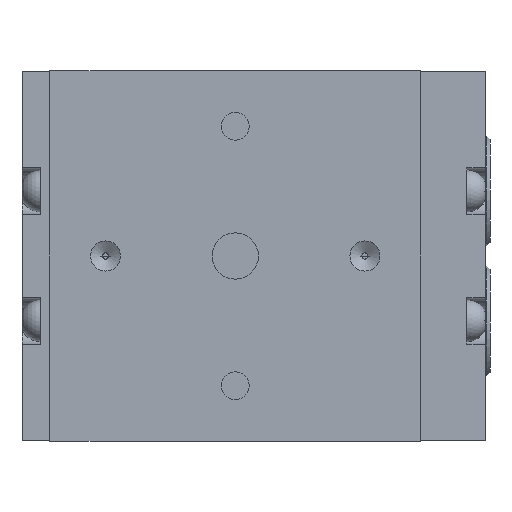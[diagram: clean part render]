
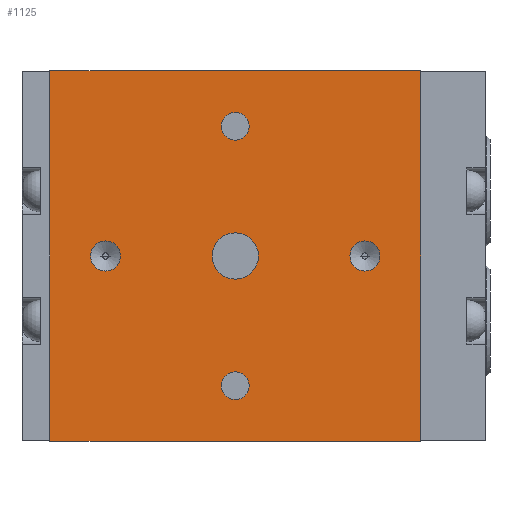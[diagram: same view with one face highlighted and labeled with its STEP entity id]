
A CAD part, front view. The second image highlights one B-rep face of the part: STEP entity #1125.
In plain terms, the highlighted planar face has unit normal (0, -1, 0).
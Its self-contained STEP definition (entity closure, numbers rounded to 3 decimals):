
#1125 = ADVANCED_FACE( '', ( #2298, #2299, #2300, #2301, #2302, #2303 ), #2304, .F. );
#2298 = FACE_BOUND( '', #3474, .T. );
#2299 = FACE_BOUND( '', #3475, .T. );
#2300 = FACE_BOUND( '', #3476, .T. );
#2301 = FACE_BOUND( '', #3477, .T. );
#2302 = FACE_BOUND( '', #3478, .T. );
#2303 = FACE_OUTER_BOUND( '', #3479, .T. );
#2304 = PLANE( '', #3480 );
#3474 = EDGE_LOOP( '', ( #6406 ) );
#3475 = EDGE_LOOP( '', ( #6407 ) );
#3476 = EDGE_LOOP( '', ( #6408 ) );
#3477 = EDGE_LOOP( '', ( #6409 ) );
#3478 = EDGE_LOOP( '', ( #6410 ) );
#3479 = EDGE_LOOP( '', ( #6411, #6412, #6413, #6414 ) );
#3480 = AXIS2_PLACEMENT_3D( '', #6415, #6416, #6417 );
#6406 = ORIENTED_EDGE( '', *, *, #7638, .F. );
#6407 = ORIENTED_EDGE( '', *, *, #6873, .F. );
#6408 = ORIENTED_EDGE( '', *, *, #7744, .F. );
#6409 = ORIENTED_EDGE( '', *, *, #7029, .F. );
#6410 = ORIENTED_EDGE( '', *, *, #7731, .F. );
#6411 = ORIENTED_EDGE( '', *, *, #7004, .T. );
#6412 = ORIENTED_EDGE( '', *, *, #7269, .F. );
#6413 = ORIENTED_EDGE( '', *, *, #7479, .F. );
#6414 = ORIENTED_EDGE( '', *, *, #7082, .T. );
#6415 = CARTESIAN_POINT( '', ( 20., 0., 20. ) );
#6416 = DIRECTION( '', ( 0., 1., 0. ) );
#6417 = DIRECTION( '', ( 0., 0., 1. ) );
#6873 = EDGE_CURVE( '', #8202, #8202, #8203, .T. );
#7004 = EDGE_CURVE( '', #8429, #8427, #8430, .T. );
#7029 = EDGE_CURVE( '', #8472, #8472, #8473, .T. );
#7082 = EDGE_CURVE( '', #8563, #8429, #8564, .T. );
#7269 = EDGE_CURVE( '', #8858, #8427, #8860, .T. );
#7479 = EDGE_CURVE( '', #8563, #8858, #9179, .T. );
#7638 = EDGE_CURVE( '', #9393, #9393, #9394, .T. );
#7731 = EDGE_CURVE( '', #9508, #9508, #9509, .T. );
#7744 = EDGE_CURVE( '', #9525, #9525, #9526, .T. );
#8202 = VERTEX_POINT( '', #10100 );
#8203 = CIRCLE( '', #10101, 1.5 );
#8427 = VERTEX_POINT( '', #10421 );
#8429 = VERTEX_POINT( '', #10424 );
#8430 = LINE( '', #10425, #10426 );
#8472 = VERTEX_POINT( '', #10487 );
#8473 = CIRCLE( '', #10488, 1.621 );
#8563 = VERTEX_POINT( '', #10643 );
#8564 = LINE( '', #10644, #10645 );
#8858 = VERTEX_POINT( '', #11087 );
#8860 = LINE( '', #11090, #11091 );
#9179 = LINE( '', #11529, #11530 );
#9393 = VERTEX_POINT( '', #11833 );
#9394 = CIRCLE( '', #11834, 1.5 );
#9508 = VERTEX_POINT( '', #11987 );
#9509 = CIRCLE( '', #11988, 2.5 );
#9525 = VERTEX_POINT( '', #12009 );
#9526 = CIRCLE( '', #12010, 1.621 );
#10100 = CARTESIAN_POINT( '', ( 0., 0., -15.5 ) );
#10101 = AXIS2_PLACEMENT_3D( '', #12482, #12483, #12484 );
#10421 = CARTESIAN_POINT( '', ( -20., 0., -20. ) );
#10424 = CARTESIAN_POINT( '', ( -20., 0., 20. ) );
#10425 = CARTESIAN_POINT( '', ( -20., 0., 20. ) );
#10426 = VECTOR( '', #12639, 1000. );
#10487 = CARTESIAN_POINT( '', ( 14., 0., -1.621 ) );
#10488 = AXIS2_PLACEMENT_3D( '', #12662, #12663, #12664 );
#10643 = CARTESIAN_POINT( '', ( 20., 0., 20. ) );
#10644 = CARTESIAN_POINT( '', ( 20., 0., 20. ) );
#10645 = VECTOR( '', #12719, 1000. );
#11087 = CARTESIAN_POINT( '', ( 20., 0., -20. ) );
#11090 = CARTESIAN_POINT( '', ( 20., 0., -20. ) );
#11091 = VECTOR( '', #12910, 1000. );
#11529 = CARTESIAN_POINT( '', ( 20., 0., 20. ) );
#11530 = VECTOR( '', #13138, 1000. );
#11833 = CARTESIAN_POINT( '', ( 0., 0., 12.5 ) );
#11834 = AXIS2_PLACEMENT_3D( '', #13306, #13307, #13308 );
#11987 = CARTESIAN_POINT( '', ( 0., 0., -2.5 ) );
#11988 = AXIS2_PLACEMENT_3D( '', #13399, #13400, #13401 );
#12009 = CARTESIAN_POINT( '', ( -14., 0., -1.621 ) );
#12010 = AXIS2_PLACEMENT_3D( '', #13410, #13411, #13412 );
#12482 = CARTESIAN_POINT( '', ( 0., 0., -14. ) );
#12483 = DIRECTION( '', ( 0., -1., 0. ) );
#12484 = DIRECTION( '', ( 0., 0., -1. ) );
#12639 = DIRECTION( '', ( 0., 0., -1. ) );
#12662 = CARTESIAN_POINT( '', ( 14., 0., 0. ) );
#12663 = DIRECTION( '', ( 0., -1., 0. ) );
#12664 = DIRECTION( '', ( 0., 0., -1. ) );
#12719 = DIRECTION( '', ( -1., 0., 0. ) );
#12910 = DIRECTION( '', ( -1., 0., 0. ) );
#13138 = DIRECTION( '', ( 0., 0., -1. ) );
#13306 = CARTESIAN_POINT( '', ( 0., 0., 14. ) );
#13307 = DIRECTION( '', ( 0., -1., 0. ) );
#13308 = DIRECTION( '', ( 0., 0., -1. ) );
#13399 = CARTESIAN_POINT( '', ( 0., 0., 0. ) );
#13400 = DIRECTION( '', ( 0., -1., 0. ) );
#13401 = DIRECTION( '', ( 0., 0., -1. ) );
#13410 = CARTESIAN_POINT( '', ( -14., 0., 0. ) );
#13411 = DIRECTION( '', ( 0., -1., 0. ) );
#13412 = DIRECTION( '', ( 0., 0., -1. ) );
